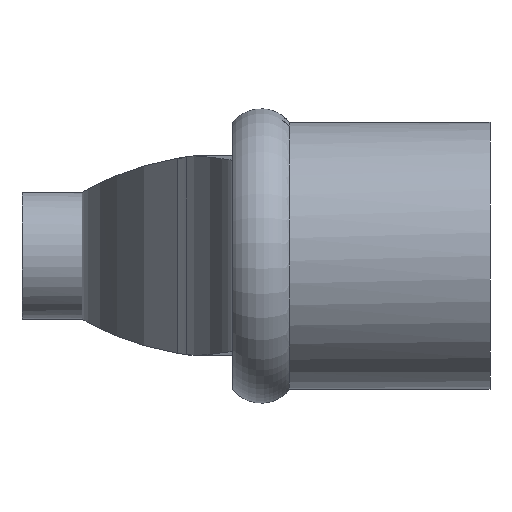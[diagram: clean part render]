
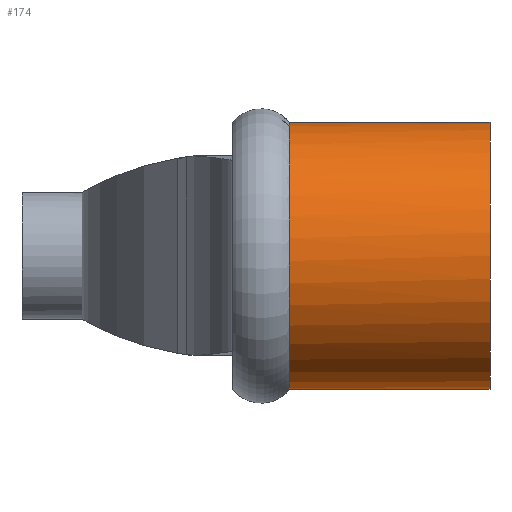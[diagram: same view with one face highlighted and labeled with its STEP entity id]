
A CAD part, left-side view. The second image highlights one B-rep face of the part: STEP entity #174.
In plain terms, the highlighted cylindrical face has radius 20 mm (diameter 40 mm), a full revolution.
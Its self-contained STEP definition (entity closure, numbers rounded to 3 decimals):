
#114=FACE_BOUND('',#267,.T.);
#115=FACE_BOUND('',#268,.T.);
#174=ADVANCED_FACE('',(#114,#115),#189,.T.);
#189=CYLINDRICAL_SURFACE('',#821,20.);
#267=EDGE_LOOP('',(#525));
#268=EDGE_LOOP('',(#526,#527,#528));
#280=CIRCLE('',#786,20.);
#281=CIRCLE('',#788,20.);
#282=CIRCLE('',#790,20.);
#287=CIRCLE('',#819,20.);
#525=ORIENTED_EDGE('',*,*,#699,.F.);
#526=ORIENTED_EDGE('',*,*,#620,.T.);
#527=ORIENTED_EDGE('',*,*,#623,.T.);
#528=ORIENTED_EDGE('',*,*,#626,.F.);
#552=VERTEX_POINT('',#1021);
#553=VERTEX_POINT('',#1022);
#555=VERTEX_POINT('',#1028);
#601=VERTEX_POINT('',#1427);
#620=EDGE_CURVE('',#552,#553,#280,.T.);
#623=EDGE_CURVE('',#553,#555,#281,.T.);
#626=EDGE_CURVE('',#552,#555,#282,.T.);
#699=EDGE_CURVE('',#601,#601,#287,.T.);
#786=AXIS2_PLACEMENT_3D('',#1020,#856,#857);
#788=AXIS2_PLACEMENT_3D('',#1027,#862,#863);
#790=AXIS2_PLACEMENT_3D('',#1033,#868,#869);
#819=AXIS2_PLACEMENT_3D('',#1426,#956,#957);
#821=AXIS2_PLACEMENT_3D('',#1429,#960,#961);
#856=DIRECTION('',(0.,-1.,0.));
#857=DIRECTION('',(0.,0.,-1.));
#862=DIRECTION('',(0.,-1.,0.));
#863=DIRECTION('',(0.,0.,-1.));
#868=DIRECTION('',(0.,1.,0.));
#869=DIRECTION('',(0.,0.,1.));
#956=DIRECTION('',(0.,-1.,0.));
#957=DIRECTION('',(0.,0.,-1.));
#960=DIRECTION('',(0.,-1.,0.));
#961=DIRECTION('',(0.,0.,-1.));
#1020=CARTESIAN_POINT('',(126.,84.5,0.));
#1021=CARTESIAN_POINT('',(139.99,84.5,-14.292));
#1022=CARTESIAN_POINT('',(146.,84.5,0.));
#1027=CARTESIAN_POINT('',(126.,84.5,0.));
#1028=CARTESIAN_POINT('',(139.99,84.5,14.292));
#1033=CARTESIAN_POINT('',(126.,84.5,0.));
#1426=CARTESIAN_POINT('',(126.,54.5,0.));
#1427=CARTESIAN_POINT('',(126.,54.5,-20.));
#1429=CARTESIAN_POINT('',(126.,49.5,0.));
